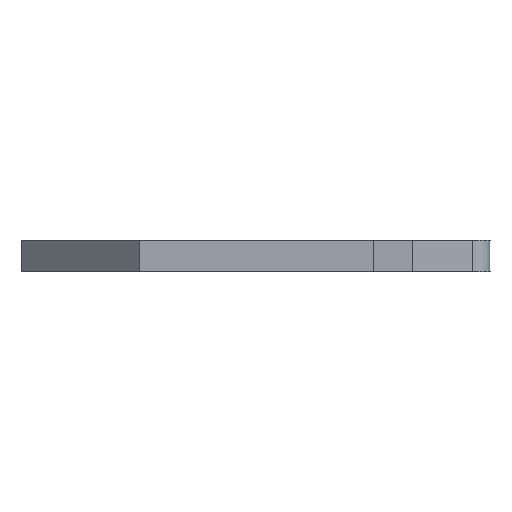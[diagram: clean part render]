
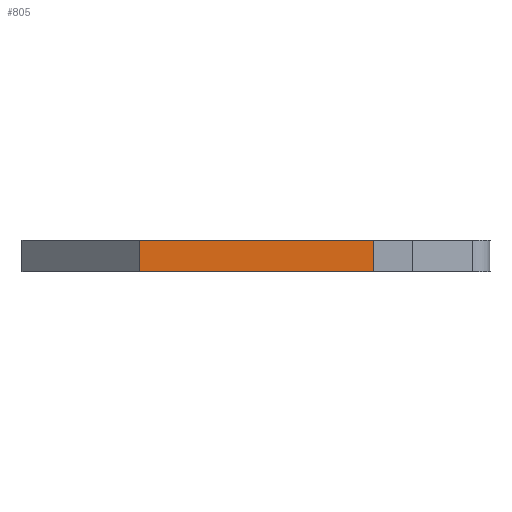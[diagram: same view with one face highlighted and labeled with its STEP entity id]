
A CAD part, left-side view. The second image highlights one B-rep face of the part: STEP entity #805.
In plain terms, the highlighted planar face has unit normal (-1, 0, 0).
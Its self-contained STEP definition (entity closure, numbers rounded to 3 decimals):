
#18 = PLANE ( 'NONE',  #305 ) ;
#45 = VECTOR ( 'NONE', #211, 1000. ) ;
#52 = EDGE_CURVE ( 'NONE', #93, #654, #566, .T. ) ;
#78 = ORIENTED_EDGE ( 'NONE', *, *, #52, .T. ) ;
#92 = EDGE_CURVE ( 'NONE', #319, #93, #521, .T. ) ;
#93 = VERTEX_POINT ( 'NONE', #514 ) ;
#109 = VECTOR ( 'NONE', #242, 1000. ) ;
#144 = CARTESIAN_POINT ( 'NONE',  ( -1.5, 0., -0.4 ) ) ;
#147 = CARTESIAN_POINT ( 'NONE',  ( -1.5, 0., 0.4 ) ) ;
#186 = DIRECTION ( 'NONE',  ( 1., 0., 0. ) ) ;
#190 = CARTESIAN_POINT ( 'NONE',  ( -1.5, 0., 0.4 ) ) ;
#202 = VECTOR ( 'NONE', #720, 1000. ) ;
#211 = DIRECTION ( 'NONE',  ( 0., 0., -1. ) ) ;
#242 = DIRECTION ( 'NONE',  ( 0., -1., 0. ) ) ;
#245 = CARTESIAN_POINT ( 'NONE',  ( -1.5, 6., 0.4 ) ) ;
#248 = DIRECTION ( 'NONE',  ( 0., 0., -1. ) ) ;
#276 = EDGE_CURVE ( 'NONE', #434, #654, #764, .T. ) ;
#285 = LINE ( 'NONE', #190, #109 ) ;
#305 = AXIS2_PLACEMENT_3D ( 'NONE', #770, #186, #475 ) ;
#319 = VERTEX_POINT ( 'NONE', #245 ) ;
#403 = EDGE_CURVE ( 'NONE', #319, #434, #285, .T. ) ;
#434 = VERTEX_POINT ( 'NONE', #601 ) ;
#444 = ORIENTED_EDGE ( 'NONE', *, *, #403, .F. ) ;
#447 = EDGE_LOOP ( 'NONE', ( #78, #644, #444, #862 ) ) ;
#475 = DIRECTION ( 'NONE',  ( 0., 0., -1. ) ) ;
#514 = CARTESIAN_POINT ( 'NONE',  ( -1.5, 6., -0.4 ) ) ;
#521 = LINE ( 'NONE', #595, #869 ) ;
#566 = LINE ( 'NONE', #144, #202 ) ;
#595 = CARTESIAN_POINT ( 'NONE',  ( -1.5, 6., 0.4 ) ) ;
#601 = CARTESIAN_POINT ( 'NONE',  ( -1.5, 0., 0.4 ) ) ;
#632 = FACE_OUTER_BOUND ( 'NONE', #447, .T. ) ;
#644 = ORIENTED_EDGE ( 'NONE', *, *, #276, .F. ) ;
#654 = VERTEX_POINT ( 'NONE', #800 ) ;
#720 = DIRECTION ( 'NONE',  ( 0., -1., 0. ) ) ;
#764 = LINE ( 'NONE', #147, #45 ) ;
#770 = CARTESIAN_POINT ( 'NONE',  ( -1.5, 0., 0.4 ) ) ;
#800 = CARTESIAN_POINT ( 'NONE',  ( -1.5, 0., -0.4 ) ) ;
#805 = ADVANCED_FACE ( 'NONE', ( #632 ), #18, .F. ) ;
#862 = ORIENTED_EDGE ( 'NONE', *, *, #92, .T. ) ;
#869 = VECTOR ( 'NONE', #248, 1000. ) ;
